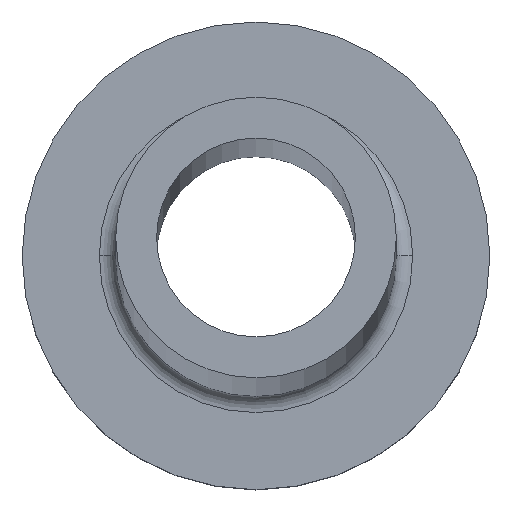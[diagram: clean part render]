
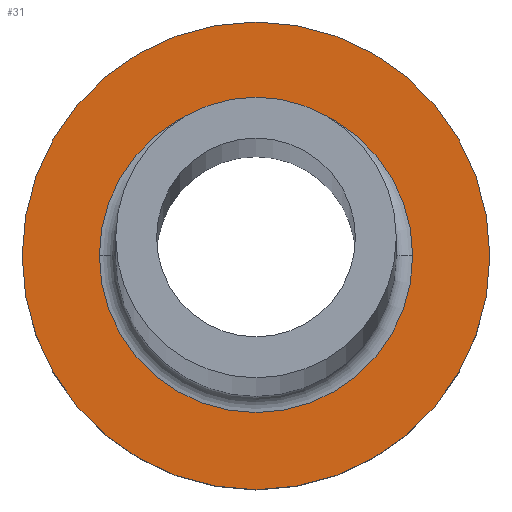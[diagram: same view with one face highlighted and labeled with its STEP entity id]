
A CAD part, top view. The second image highlights one B-rep face of the part: STEP entity #31.
In plain terms, the highlighted planar face has unit normal (0, 0, 1).
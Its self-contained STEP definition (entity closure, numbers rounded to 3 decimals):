
#13 = DIRECTION ( 'NONE',  ( 0., 0., 1. ) ) ;
#21 = VERTEX_POINT ( 'NONE', #236 ) ;
#22 = CARTESIAN_POINT ( 'NONE',  ( 0., 0., 7. ) ) ;
#26 = CIRCLE ( 'NONE', #174, 6.7 ) ;
#31 = ADVANCED_FACE ( 'NONE', ( #349, #60 ), #56, .T. ) ;
#34 = AXIS2_PLACEMENT_3D ( 'NONE', #329, #13, #213 ) ;
#42 = ORIENTED_EDGE ( 'NONE', *, *, #226, .T. ) ;
#51 = DIRECTION ( 'NONE',  ( 1., 0., 0. ) ) ;
#54 = CARTESIAN_POINT ( 'NONE',  ( 10., 0., 7. ) ) ;
#56 = PLANE ( 'NONE',  #321 ) ;
#60 = FACE_OUTER_BOUND ( 'NONE', #222, .T. ) ;
#65 = DIRECTION ( 'NONE',  ( 0., 0., 1. ) ) ;
#125 = DIRECTION ( 'NONE',  ( 1., 0., 0. ) ) ;
#137 = DIRECTION ( 'NONE',  ( 0., 0., -1. ) ) ;
#142 = CARTESIAN_POINT ( 'NONE',  ( -10., 0., 7. ) ) ;
#160 = VERTEX_POINT ( 'NONE', #373 ) ;
#162 = VERTEX_POINT ( 'NONE', #54 ) ;
#174 = AXIS2_PLACEMENT_3D ( 'NONE', #289, #137, #332 ) ;
#180 = CIRCLE ( 'NONE', #275, 10. ) ;
#183 = DIRECTION ( 'NONE',  ( 0., 0., -1. ) ) ;
#186 = CARTESIAN_POINT ( 'NONE',  ( 0., 0., 7. ) ) ;
#187 = VERTEX_POINT ( 'NONE', #142 ) ;
#188 = EDGE_CURVE ( 'NONE', #187, #162, #180, .T. ) ;
#189 = ORIENTED_EDGE ( 'NONE', *, *, #194, .T. ) ;
#194 = EDGE_CURVE ( 'NONE', #162, #187, #280, .T. ) ;
#213 = DIRECTION ( 'NONE',  ( 1., 0., 0. ) ) ;
#222 = EDGE_LOOP ( 'NONE', ( #265, #189 ) ) ;
#226 = EDGE_CURVE ( 'NONE', #160, #21, #233, .T. ) ;
#233 = CIRCLE ( 'NONE', #297, 6.7 ) ;
#236 = CARTESIAN_POINT ( 'NONE',  ( -6.7, 0., 7. ) ) ;
#245 = DIRECTION ( 'NONE',  ( 1., 0., 0. ) ) ;
#260 = CARTESIAN_POINT ( 'NONE',  ( 0., 0., 7. ) ) ;
#265 = ORIENTED_EDGE ( 'NONE', *, *, #188, .T. ) ;
#275 = AXIS2_PLACEMENT_3D ( 'NONE', #260, #65, #125 ) ;
#280 = CIRCLE ( 'NONE', #34, 10. ) ;
#289 = CARTESIAN_POINT ( 'NONE',  ( 0., 0., 7. ) ) ;
#292 = DIRECTION ( 'NONE',  ( 0., 0., 1. ) ) ;
#297 = AXIS2_PLACEMENT_3D ( 'NONE', #186, #183, #245 ) ;
#321 = AXIS2_PLACEMENT_3D ( 'NONE', #22, #292, #51 ) ;
#329 = CARTESIAN_POINT ( 'NONE',  ( 0., 0., 7. ) ) ;
#332 = DIRECTION ( 'NONE',  ( 1., 0., 0. ) ) ;
#349 = FACE_BOUND ( 'NONE', #375, .T. ) ;
#359 = EDGE_CURVE ( 'NONE', #21, #160, #26, .T. ) ;
#364 = ORIENTED_EDGE ( 'NONE', *, *, #359, .T. ) ;
#373 = CARTESIAN_POINT ( 'NONE',  ( 6.7, 0., 7. ) ) ;
#375 = EDGE_LOOP ( 'NONE', ( #42, #364 ) ) ;
